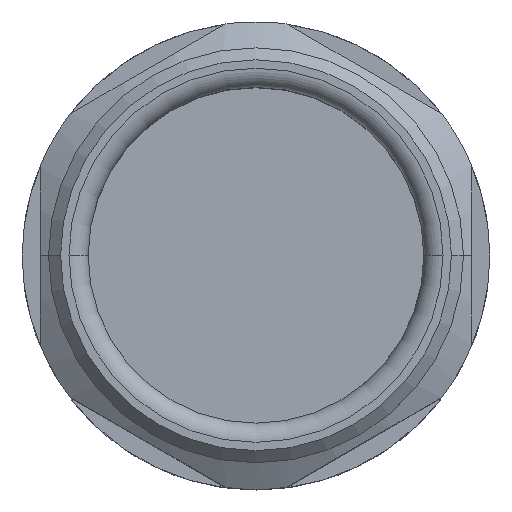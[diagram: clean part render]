
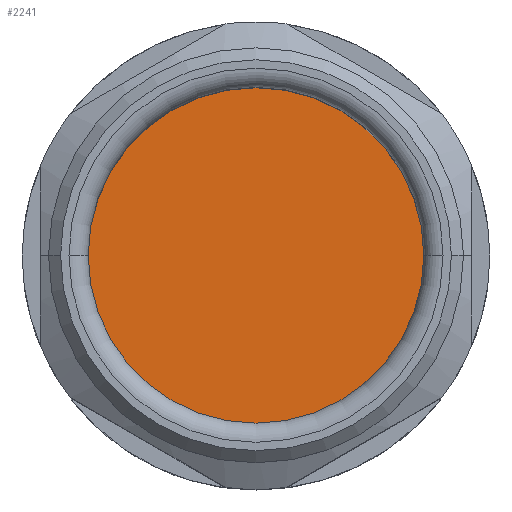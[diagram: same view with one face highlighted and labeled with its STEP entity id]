
A CAD part, top view. The second image highlights one B-rep face of the part: STEP entity #2241.
In plain terms, the highlighted planar face has unit normal (0, 0, 1).
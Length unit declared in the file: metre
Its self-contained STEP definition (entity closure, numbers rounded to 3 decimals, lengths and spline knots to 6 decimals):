
#358 = PLANE ( 'NONE',  #1294 ) ;
#406 = ORIENTED_EDGE ( 'NONE', *, *, #4354, .F. ) ;
#738 = ORIENTED_EDGE ( 'NONE', *, *, #5759, .F. ) ;
#1163 = DIRECTION ( 'NONE',  ( 0., 0., -1. ) ) ;
#1294 = AXIS2_PLACEMENT_3D ( 'NONE', #6249, #4793, #1835 ) ;
#1511 = FACE_OUTER_BOUND ( 'NONE', #3996, .T. ) ;
#1835 = DIRECTION ( 'NONE',  ( -1., 0., 0. ) ) ;
#2241 = ADVANCED_FACE ( 'NONE', ( #1511 ), #358, .F. ) ;
#2302 = CARTESIAN_POINT ( 'NONE',  ( 0., 0., 0. ) ) ;
#2788 = DIRECTION ( 'NONE',  ( -1., 0., 0. ) ) ;
#3126 = VERTEX_POINT ( 'NONE', #4172 ) ;
#3446 = CIRCLE ( 'NONE', #4913, 0.007 ) ;
#3468 = CARTESIAN_POINT ( 'NONE',  ( -0.007, 0., 0. ) ) ;
#3510 = VERTEX_POINT ( 'NONE', #3468 ) ;
#3996 = EDGE_LOOP ( 'NONE', ( #738, #406 ) ) ;
#4099 = CARTESIAN_POINT ( 'NONE',  ( 0., 0., 0. ) ) ;
#4172 = CARTESIAN_POINT ( 'NONE',  ( 0.007, 0., 0. ) ) ;
#4354 = EDGE_CURVE ( 'NONE', #3126, #3510, #3446, .T. ) ;
#4371 = CIRCLE ( 'NONE', #6157, 0.007 ) ;
#4611 = DIRECTION ( 'NONE',  ( -1., 0., 0. ) ) ;
#4793 = DIRECTION ( 'NONE',  ( 0., 0., -1. ) ) ;
#4913 = AXIS2_PLACEMENT_3D ( 'NONE', #2302, #5741, #2788 ) ;
#5741 = DIRECTION ( 'NONE',  ( 0., 0., -1. ) ) ;
#5759 = EDGE_CURVE ( 'NONE', #3510, #3126, #4371, .T. ) ;
#6157 = AXIS2_PLACEMENT_3D ( 'NONE', #4099, #1163, #4611 ) ;
#6249 = CARTESIAN_POINT ( 'NONE',  ( 0., 0.0062, 0. ) ) ;
